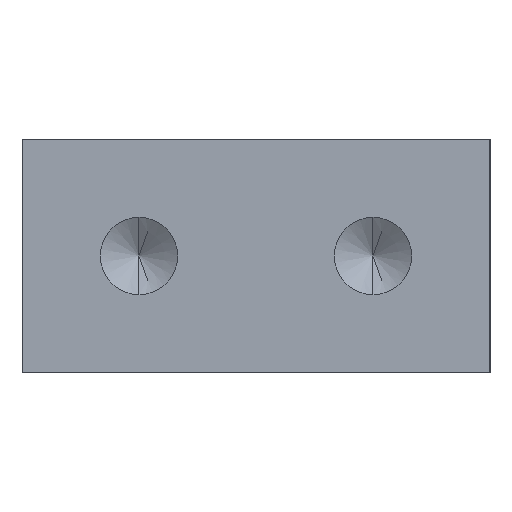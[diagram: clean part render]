
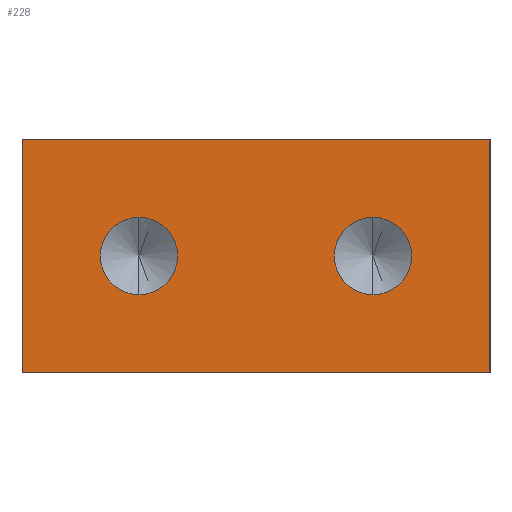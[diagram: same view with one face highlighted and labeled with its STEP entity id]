
A CAD part, left-side view. The second image highlights one B-rep face of the part: STEP entity #228.
In plain terms, the highlighted planar face has unit normal (-1, 0, 0).
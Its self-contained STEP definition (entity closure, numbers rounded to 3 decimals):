
#34 = CARTESIAN_POINT ( 'NONE',  ( -140., -5., 5. ) ) ;
#38 = DIRECTION ( 'NONE',  ( 0., 0., 1. ) ) ;
#43 = LINE ( 'NONE', #635, #554 ) ;
#104 = FACE_OUTER_BOUND ( 'NONE', #764, .T. ) ;
#117 = ORIENTED_EDGE ( 'NONE', *, *, #204, .T. ) ;
#158 = EDGE_CURVE ( 'NONE', #777, #348, #632, .T. ) ;
#164 = LINE ( 'NONE', #633, #301 ) ;
#167 = AXIS2_PLACEMENT_3D ( 'NONE', #211, #927, #1013 ) ;
#189 = LINE ( 'NONE', #524, #413 ) ;
#192 = DIRECTION ( 'NONE',  ( -1., 0., 0. ) ) ;
#202 = DIRECTION ( 'NONE',  ( 0., 0., 1. ) ) ;
#204 = EDGE_CURVE ( 'NONE', #678, #519, #43, .T. ) ;
#211 = CARTESIAN_POINT ( 'NONE',  ( -140., -5., 5. ) ) ;
#215 = CARTESIAN_POINT ( 'NONE',  ( -140., -5., 6.65 ) ) ;
#228 = ADVANCED_FACE ( 'NONE', ( #428, #943, #104 ), #712, .T. ) ;
#235 = EDGE_CURVE ( 'NONE', #919, #493, #1029, .T. ) ;
#301 = VECTOR ( 'NONE', #643, 1000. ) ;
#303 = EDGE_CURVE ( 'NONE', #493, #919, #332, .T. ) ;
#332 = CIRCLE ( 'NONE', #786, 1.65 ) ;
#336 = ORIENTED_EDGE ( 'NONE', *, *, #342, .F. ) ;
#340 = ORIENTED_EDGE ( 'NONE', *, *, #592, .T. ) ;
#342 = EDGE_CURVE ( 'NONE', #348, #777, #591, .T. ) ;
#348 = VERTEX_POINT ( 'NONE', #215 ) ;
#350 = CARTESIAN_POINT ( 'NONE',  ( -140., 5., 5. ) ) ;
#365 = CARTESIAN_POINT ( 'NONE',  ( -140., 5., 5. ) ) ;
#413 = VECTOR ( 'NONE', #437, 1000. ) ;
#417 = AXIS2_PLACEMENT_3D ( 'NONE', #34, #747, #38 ) ;
#428 = FACE_BOUND ( 'NONE', #801, .T. ) ;
#437 = DIRECTION ( 'NONE',  ( 0., 0., -1. ) ) ;
#445 = ORIENTED_EDGE ( 'NONE', *, *, #235, .F. ) ;
#459 = DIRECTION ( 'NONE',  ( 0., 0., -1. ) ) ;
#462 = DIRECTION ( 'NONE',  ( 0., 1., 0. ) ) ;
#484 = CARTESIAN_POINT ( 'NONE',  ( -140., 10., 10. ) ) ;
#493 = VERTEX_POINT ( 'NONE', #715 ) ;
#504 = EDGE_CURVE ( 'NONE', #676, #826, #164, .T. ) ;
#510 = ORIENTED_EDGE ( 'NONE', *, *, #303, .F. ) ;
#516 = DIRECTION ( 'NONE',  ( 0., 0., 1. ) ) ;
#519 = VERTEX_POINT ( 'NONE', #484 ) ;
#524 = CARTESIAN_POINT ( 'NONE',  ( -140., 10., 10. ) ) ;
#554 = VECTOR ( 'NONE', #462, 1000. ) ;
#568 = CARTESIAN_POINT ( 'NONE',  ( -140., 10., 0. ) ) ;
#588 = DIRECTION ( 'NONE',  ( 0., 0., 1. ) ) ;
#591 = CIRCLE ( 'NONE', #167, 1.65 ) ;
#592 = EDGE_CURVE ( 'NONE', #519, #826, #189, .T. ) ;
#595 = EDGE_LOOP ( 'NONE', ( #336, #994 ) ) ;
#601 = CARTESIAN_POINT ( 'NONE',  ( -140., -10., 10. ) ) ;
#608 = DIRECTION ( 'NONE',  ( -1., 0., 0. ) ) ;
#613 = AXIS2_PLACEMENT_3D ( 'NONE', #601, #925, #588 ) ;
#630 = CARTESIAN_POINT ( 'NONE',  ( -140., -10., 10. ) ) ;
#632 = CIRCLE ( 'NONE', #417, 1.65 ) ;
#633 = CARTESIAN_POINT ( 'NONE',  ( -140., -10., 0. ) ) ;
#635 = CARTESIAN_POINT ( 'NONE',  ( -140., -10., 10. ) ) ;
#643 = DIRECTION ( 'NONE',  ( 0., 1., 0. ) ) ;
#671 = VECTOR ( 'NONE', #459, 1000. ) ;
#676 = VERTEX_POINT ( 'NONE', #1027 ) ;
#678 = VERTEX_POINT ( 'NONE', #630 ) ;
#712 = PLANE ( 'NONE',  #613 ) ;
#715 = CARTESIAN_POINT ( 'NONE',  ( -140., 5., 3.35 ) ) ;
#734 = AXIS2_PLACEMENT_3D ( 'NONE', #350, #192, #516 ) ;
#747 = DIRECTION ( 'NONE',  ( -1., 0., 0. ) ) ;
#764 = EDGE_LOOP ( 'NONE', ( #920, #874, #117, #340 ) ) ;
#777 = VERTEX_POINT ( 'NONE', #785 ) ;
#785 = CARTESIAN_POINT ( 'NONE',  ( -140., -5., 3.35 ) ) ;
#786 = AXIS2_PLACEMENT_3D ( 'NONE', #365, #608, #202 ) ;
#801 = EDGE_LOOP ( 'NONE', ( #445, #510 ) ) ;
#817 = LINE ( 'NONE', #866, #671 ) ;
#826 = VERTEX_POINT ( 'NONE', #568 ) ;
#866 = CARTESIAN_POINT ( 'NONE',  ( -140., -10., 10. ) ) ;
#874 = ORIENTED_EDGE ( 'NONE', *, *, #975, .F. ) ;
#919 = VERTEX_POINT ( 'NONE', #967 ) ;
#920 = ORIENTED_EDGE ( 'NONE', *, *, #504, .F. ) ;
#925 = DIRECTION ( 'NONE',  ( -1., 0., 0. ) ) ;
#927 = DIRECTION ( 'NONE',  ( -1., 0., 0. ) ) ;
#943 = FACE_BOUND ( 'NONE', #595, .T. ) ;
#967 = CARTESIAN_POINT ( 'NONE',  ( -140., 5., 6.65 ) ) ;
#975 = EDGE_CURVE ( 'NONE', #678, #676, #817, .T. ) ;
#994 = ORIENTED_EDGE ( 'NONE', *, *, #158, .F. ) ;
#1013 = DIRECTION ( 'NONE',  ( 0., 0., 1. ) ) ;
#1027 = CARTESIAN_POINT ( 'NONE',  ( -140., -10., 0. ) ) ;
#1029 = CIRCLE ( 'NONE', #734, 1.65 ) ;
